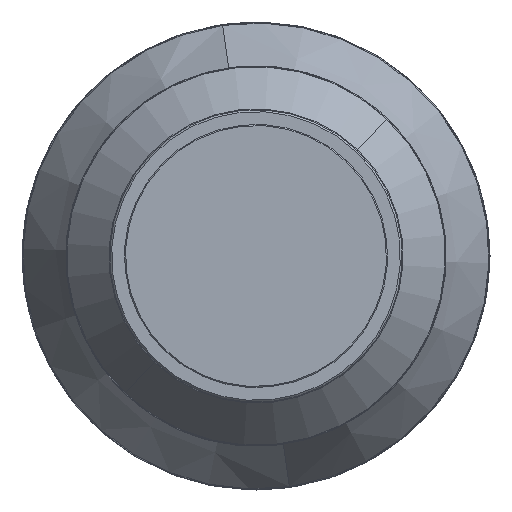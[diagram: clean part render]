
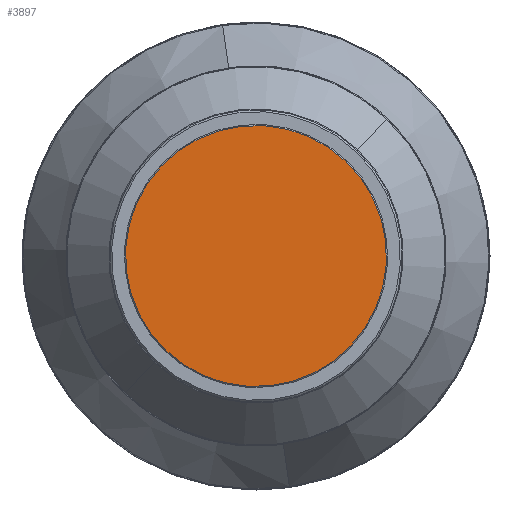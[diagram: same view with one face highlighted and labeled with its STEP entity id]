
A CAD part, left-side view. The second image highlights one B-rep face of the part: STEP entity #3897.
In plain terms, the highlighted planar face has unit normal (-1, 0, 0).
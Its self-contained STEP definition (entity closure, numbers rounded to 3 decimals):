
#346 = DIRECTION ( 'NONE',  ( 0., 0.724, 0.69 ) ) ;
#389 = CARTESIAN_POINT ( 'NONE',  ( -413.852, 51.079, -1.204 ) ) ;
#465 = ORIENTED_EDGE ( 'NONE', *, *, #489, .T. ) ;
#489 = EDGE_CURVE ( 'NONE', #951, #1615, #4526, .T. ) ;
#748 = DIRECTION ( 'NONE',  ( -1., 0., 0. ) ) ;
#951 = VERTEX_POINT ( 'NONE', #3157 ) ;
#1064 = EDGE_LOOP ( 'NONE', ( #465, #4434 ) ) ;
#1110 = CARTESIAN_POINT ( 'NONE',  ( -413.852, 0., 0. ) ) ;
#1147 = AXIS2_PLACEMENT_3D ( 'NONE', #3141, #1198, #1581 ) ;
#1198 = DIRECTION ( 'NONE',  ( -1., 0., 0. ) ) ;
#1268 = CIRCLE ( 'NONE', #1277, 35.7 ) ;
#1277 = AXIS2_PLACEMENT_3D ( 'NONE', #1110, #748, #346 ) ;
#1581 = DIRECTION ( 'NONE',  ( 0., 0.724, 0.69 ) ) ;
#1615 = VERTEX_POINT ( 'NONE', #4123 ) ;
#2036 = DIRECTION ( 'NONE',  ( 1., 0., 0. ) ) ;
#2783 = DIRECTION ( 'NONE',  ( 0., -0.69, 0.724 ) ) ;
#2819 = AXIS2_PLACEMENT_3D ( 'NONE', #389, #2036, #2783 ) ;
#2838 = FACE_OUTER_BOUND ( 'NONE', #1064, .T. ) ;
#3141 = CARTESIAN_POINT ( 'NONE',  ( -413.852, 0., 0. ) ) ;
#3157 = CARTESIAN_POINT ( 'NONE',  ( -413.852, 25.832, 24.642 ) ) ;
#3415 = EDGE_CURVE ( 'NONE', #1615, #951, #1268, .T. ) ;
#3897 = ADVANCED_FACE ( 'NONE', ( #2838 ), #4559, .F. ) ;
#4123 = CARTESIAN_POINT ( 'NONE',  ( -413.852, -25.832, -24.642 ) ) ;
#4434 = ORIENTED_EDGE ( 'NONE', *, *, #3415, .T. ) ;
#4526 = CIRCLE ( 'NONE', #1147, 35.7 ) ;
#4559 = PLANE ( 'NONE',  #2819 ) ;
